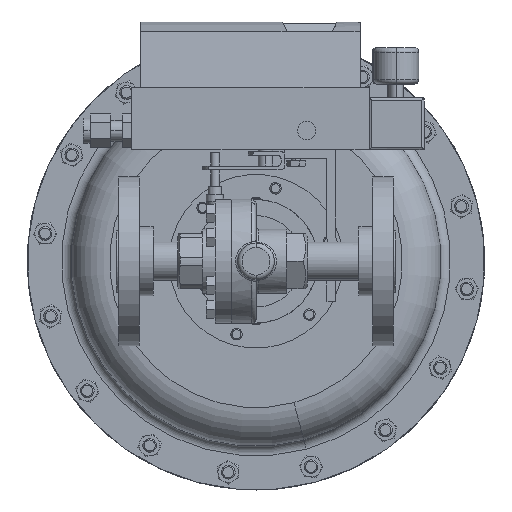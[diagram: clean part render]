
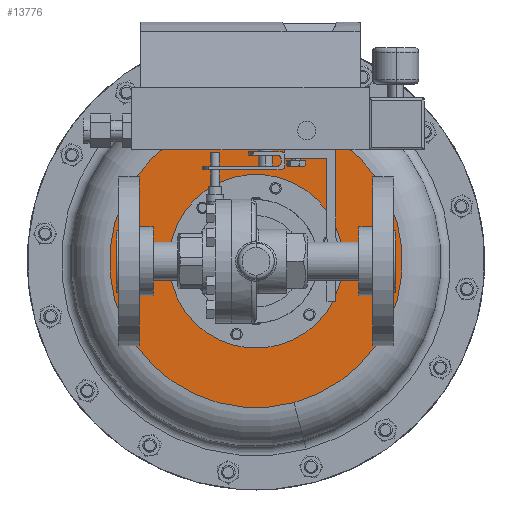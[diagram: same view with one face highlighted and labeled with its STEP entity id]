
A CAD part, front view. The second image highlights one B-rep face of the part: STEP entity #13776.
In plain terms, the highlighted planar face has unit normal (0, -1, 0).
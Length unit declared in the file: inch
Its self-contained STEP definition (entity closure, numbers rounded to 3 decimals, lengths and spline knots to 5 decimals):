
#1152 = VERTEX_POINT ( 'NONE', #15905 ) ;
#2037 = DIRECTION ( 'NONE',  ( 0.259, 0., -0.966 ) ) ;
#2293 = DIRECTION ( 'NONE',  ( -0.707, 0., -0.707 ) ) ;
#2806 = DIRECTION ( 'NONE',  ( 0., -1., 0. ) ) ;
#2874 = AXIS2_PLACEMENT_3D ( 'NONE', #23589, #7410, #26342 ) ;
#4001 = FACE_BOUND ( 'NONE', #20049, .T. ) ;
#4139 = CARTESIAN_POINT ( 'NONE',  ( 3.2288, 9.31137, 4.9595 ) ) ;
#4903 = AXIS2_PLACEMENT_3D ( 'NONE', #18818, #2806, #21761 ) ;
#5274 = ORIENTED_EDGE ( 'NONE', *, *, #16748, .F. ) ;
#5670 = CIRCLE ( 'NONE', #2874, 2.375 ) ;
#5751 = EDGE_CURVE ( 'NONE', #33457, #13184, #5670, .T. ) ;
#7410 = DIRECTION ( 'NONE',  ( 0., 1., 0. ) ) ;
#13184 = VERTEX_POINT ( 'NONE', #32231 ) ;
#13341 = CARTESIAN_POINT ( 'NONE',  ( 0.51415, 9.31137, 7.14382 ) ) ;
#13385 = ORIENTED_EDGE ( 'NONE', *, *, #18797, .T. ) ;
#13599 = DIRECTION ( 'NONE',  ( 0., 1., 0. ) ) ;
#13776 = ADVANCED_FACE ( 'NONE', ( #24802, #4001 ), #19053, .T. ) ;
#15905 = CARTESIAN_POINT ( 'NONE',  ( 2.5847, 9.31137, -0.58358 ) ) ;
#16748 = EDGE_CURVE ( 'NONE', #34886, #1152, #17793, .T. ) ;
#16837 = AXIS2_PLACEMENT_3D ( 'NONE', #34844, #18548, #2293 ) ;
#17793 = CIRCLE ( 'NONE', #31437, 4. ) ;
#18296 = DIRECTION ( 'NONE',  ( 0., 1., 0. ) ) ;
#18548 = DIRECTION ( 'NONE',  ( 0., 1., 0. ) ) ;
#18797 = EDGE_CURVE ( 'NONE', #13184, #33457, #21944, .T. ) ;
#18818 = CARTESIAN_POINT ( 'NONE',  ( -2.31428, 9.31137, 2.24484 ) ) ;
#19053 = PLANE ( 'NONE',  #4903 ) ;
#20049 = EDGE_LOOP ( 'NONE', ( #27472, #13385 ) ) ;
#21761 = DIRECTION ( 'NONE',  ( -0.259, 0., 0.966 ) ) ;
#21944 = CIRCLE ( 'NONE', #16837, 2.375 ) ;
#23589 = CARTESIAN_POINT ( 'NONE',  ( 1.54942, 9.31137, 3.28012 ) ) ;
#24802 = FACE_OUTER_BOUND ( 'NONE', #30481, .T. ) ;
#25391 = EDGE_CURVE ( 'NONE', #1152, #34886, #34036, .T. ) ;
#26342 = DIRECTION ( 'NONE',  ( -0.707, 0., -0.707 ) ) ;
#27472 = ORIENTED_EDGE ( 'NONE', *, *, #5751, .T. ) ;
#29539 = ORIENTED_EDGE ( 'NONE', *, *, #25391, .F. ) ;
#29951 = CARTESIAN_POINT ( 'NONE',  ( 1.54942, 9.31137, 3.28012 ) ) ;
#30481 = EDGE_LOOP ( 'NONE', ( #29539, #5274 ) ) ;
#31159 = AXIS2_PLACEMENT_3D ( 'NONE', #34609, #18296, #2037 ) ;
#31437 = AXIS2_PLACEMENT_3D ( 'NONE', #29951, #13599, #32673 ) ;
#32231 = CARTESIAN_POINT ( 'NONE',  ( -0.12996, 9.31137, 1.60074 ) ) ;
#32673 = DIRECTION ( 'NONE',  ( 0.259, 0., -0.966 ) ) ;
#33457 = VERTEX_POINT ( 'NONE', #4139 ) ;
#34036 = CIRCLE ( 'NONE', #31159, 4. ) ;
#34609 = CARTESIAN_POINT ( 'NONE',  ( 1.54942, 9.31137, 3.28012 ) ) ;
#34844 = CARTESIAN_POINT ( 'NONE',  ( 1.54942, 9.31137, 3.28012 ) ) ;
#34886 = VERTEX_POINT ( 'NONE', #13341 ) ;
